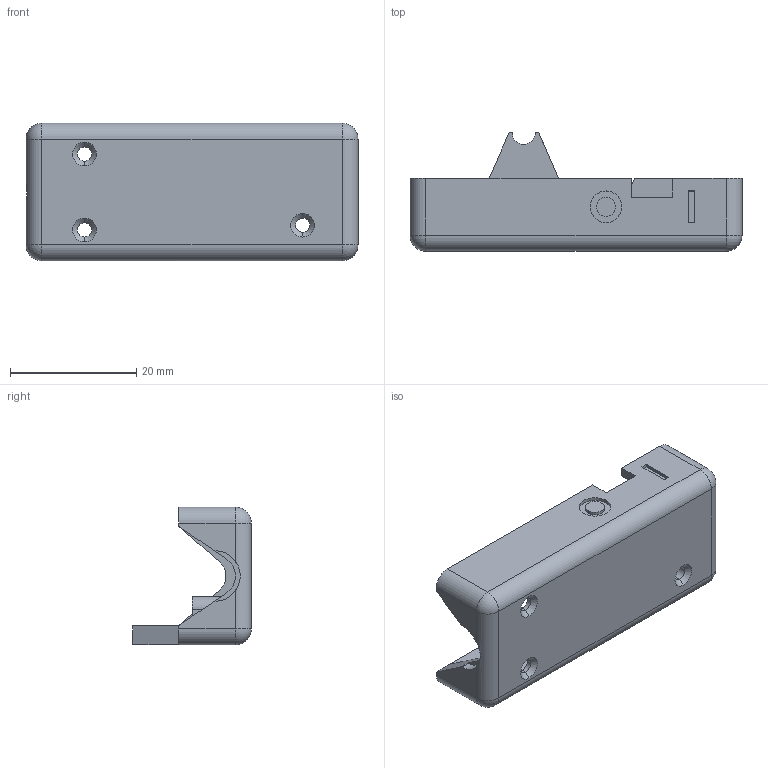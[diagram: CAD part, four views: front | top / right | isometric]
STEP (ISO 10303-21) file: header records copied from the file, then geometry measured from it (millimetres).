
FILE_DESCRIPTION (( 'STEP AP214' ), '1' );
FILE_NAME ('Lift Base V2.STEP', '2024-03-28T13:07:05', ( '' ), ( '' ), 'SwSTEP 2.0', 'SolidWorks 2020', '' );
FILE_SCHEMA (( 'AUTOMOTIVE_DESIGN' ));
Length unit declared in the file: millimetre
Products named in the file (1): Lift Base V2
Bounding box: 52.5 x 18.75 x 21.75 mm (x, y, z)
Volume: 4993.1 mm3; surface area: 4904.8 mm2
Topology: 1 solids, 1 shells, 83 faces, 216 edges, 134 vertices
Faces by surface type: plane 47, cylinder 26, cone 6, sphere 4
Entity records: 2554 total; most frequent: CARTESIAN_POINT 452, DIRECTION 438, ORIENTED_EDGE 424, EDGE_CURVE 212, VECTOR 150, LINE 150, AXIS2_PLACEMENT_3D 144, VERTEX_POINT 134
